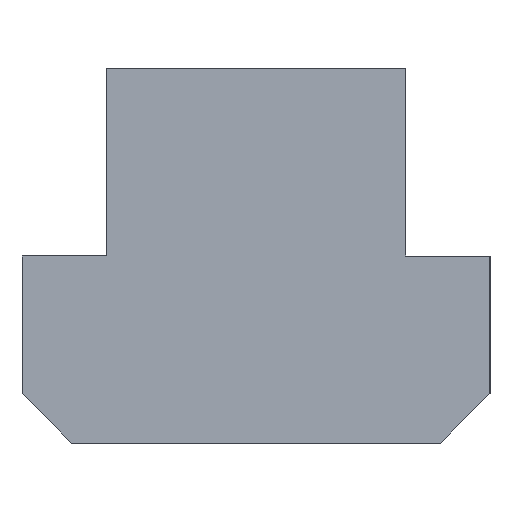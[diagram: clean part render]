
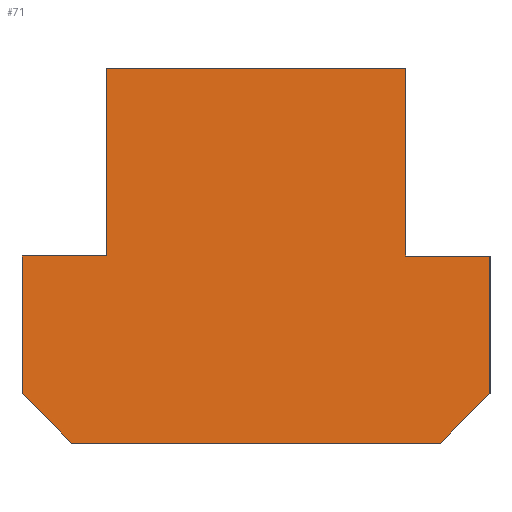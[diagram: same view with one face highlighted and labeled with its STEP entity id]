
A CAD part, front view. The second image highlights one B-rep face of the part: STEP entity #71.
In plain terms, the highlighted planar face has unit normal (0.707, -0.707, 0).
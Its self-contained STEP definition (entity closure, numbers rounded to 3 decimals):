
#71=ADVANCED_FACE('',(#137),#138,.F.);
#137=FACE_OUTER_BOUND('',#194,.T.);
#138=PLANE('',#195);
#194=EDGE_LOOP('',(#329,#330,#331,#332,#333,#334,#335,#336,#337,#338));
#195=AXIS2_PLACEMENT_3D('',#339,#340,#341);
#329=ORIENTED_EDGE('',*,*,#364,.F.);
#330=ORIENTED_EDGE('',*,*,#406,.F.);
#331=ORIENTED_EDGE('',*,*,#382,.F.);
#332=ORIENTED_EDGE('',*,*,#375,.F.);
#333=ORIENTED_EDGE('',*,*,#385,.F.);
#334=ORIENTED_EDGE('',*,*,#354,.F.);
#335=ORIENTED_EDGE('',*,*,#388,.F.);
#336=ORIENTED_EDGE('',*,*,#357,.F.);
#337=ORIENTED_EDGE('',*,*,#372,.F.);
#338=ORIENTED_EDGE('',*,*,#408,.F.);
#339=CARTESIAN_POINT('',(-7.5,-14.288,-6.));
#340=DIRECTION('',(-0.707,0.707,0.0));
#341=DIRECTION('',(0.0,0.0,1.0));
#354=EDGE_CURVE('',#415,#417,#418,.T.);
#357=EDGE_CURVE('',#421,#422,#423,.T.);
#364=EDGE_CURVE('',#433,#435,#436,.T.);
#372=EDGE_CURVE('',#447,#421,#449,.T.);
#375=EDGE_CURVE('',#452,#454,#455,.T.);
#382=EDGE_CURVE('',#454,#466,#467,.T.);
#385=EDGE_CURVE('',#417,#452,#470,.T.);
#388=EDGE_CURVE('',#422,#415,#473,.T.);
#406=EDGE_CURVE('',#466,#433,#495,.T.);
#408=EDGE_CURVE('',#435,#447,#497,.T.);
#415=VERTEX_POINT('',#505);
#417=VERTEX_POINT('',#508);
#418=LINE('',#509,#510);
#421=VERTEX_POINT('',#514);
#422=VERTEX_POINT('',#515);
#423=LINE('',#516,#517);
#433=VERTEX_POINT('',#531);
#435=VERTEX_POINT('',#534);
#436=LINE('',#535,#536);
#447=VERTEX_POINT('',#549);
#449=LINE('',#552,#553);
#452=VERTEX_POINT('',#556);
#454=VERTEX_POINT('',#559);
#455=LINE('',#560,#561);
#466=VERTEX_POINT('',#575);
#467=LINE('',#576,#577);
#470=LINE('',#581,#582);
#473=LINE('',#586,#587);
#495=LINE('',#616,#617);
#497=LINE('',#619,#620);
#505=CARTESIAN_POINT('',(7.5,0.712,0.0));
#508=CARTESIAN_POINT('',(7.5,0.712,-4.4));
#509=CARTESIAN_POINT('',(7.5,0.712,-5.2));
#510=VECTOR('',#625,1.0);
#514=CARTESIAN_POINT('',(4.8,-1.988,6.0));
#515=CARTESIAN_POINT('',(4.8,-1.988,0.));
#516=CARTESIAN_POINT('',(4.8,-1.988,0.));
#517=VECTOR('',#627,1.0);
#531=CARTESIAN_POINT('',(-7.5,-14.288,0.));
#534=CARTESIAN_POINT('',(-4.8,-11.588,0.));
#535=CARTESIAN_POINT('',(-3.928,-10.716,0.));
#536=VECTOR('',#633,1.0);
#549=CARTESIAN_POINT('',(-4.8,-11.588,6.0));
#552=CARTESIAN_POINT('',(-3.253,-10.041,6.0));
#553=VECTOR('',#646,1.0);
#556=CARTESIAN_POINT('',(5.9,-0.888,-6.0));
#559=CARTESIAN_POINT('',(-5.9,-12.688,-6.0));
#560=CARTESIAN_POINT('',(-0.578,-7.366,-6.0));
#561=VECTOR('',#648,1.0);
#575=CARTESIAN_POINT('',(-7.5,-14.288,-4.4));
#576=CARTESIAN_POINT('',(-4.319,-11.107,-7.581));
#577=VECTOR('',#658,1.0);
#581=CARTESIAN_POINT('',(1.581,-5.207,-10.319));
#582=VECTOR('',#660,1.0);
#586=CARTESIAN_POINT('',(-0.178,-6.966,0.));
#587=VECTOR('',#662,1.0);
#616=CARTESIAN_POINT('',(-7.5,-14.288,-5.2));
#617=VECTOR('',#682,1.0);
#619=CARTESIAN_POINT('',(-4.8,-11.588,-3.));
#620=VECTOR('',#683,1.0);
#625=DIRECTION('',(0.0,0.0,-1.0));
#627=DIRECTION('',(0.0,0.0,-1.0));
#633=DIRECTION('',(0.707,0.707,0.));
#646=DIRECTION('',(0.707,0.707,0.));
#648=DIRECTION('',(-0.707,-0.707,0.));
#658=DIRECTION('',(-0.577,-0.577,0.577));
#660=DIRECTION('',(-0.577,-0.577,-0.577));
#662=DIRECTION('',(0.707,0.707,0.));
#682=DIRECTION('',(0.0,0.0,1.0));
#683=DIRECTION('',(0.0,0.0,1.0));
